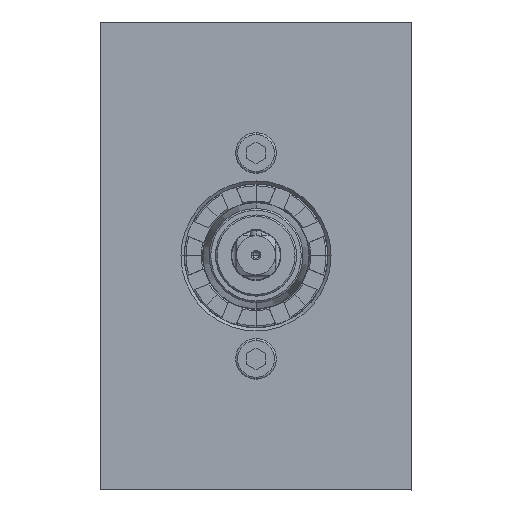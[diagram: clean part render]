
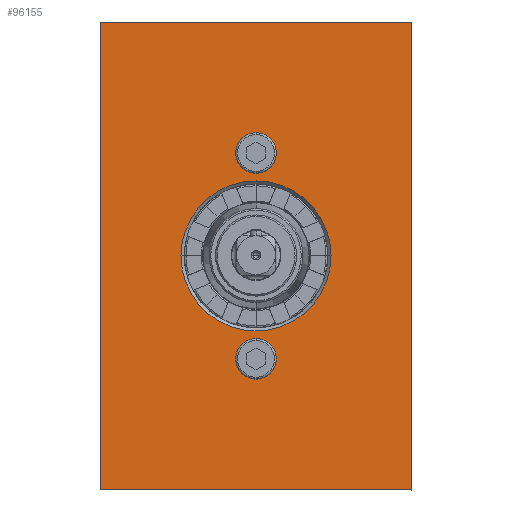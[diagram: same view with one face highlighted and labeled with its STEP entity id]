
A CAD part, top view. The second image highlights one B-rep face of the part: STEP entity #96155.
In plain terms, the highlighted planar face has unit normal (0, 0, 1).
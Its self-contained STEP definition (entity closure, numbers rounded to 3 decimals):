
#11123=DIRECTION('',(0.,1.,0.));
#11124=VECTOR('',#11123,150.);
#11125=CARTESIAN_POINT('',(50.006,-74.994,
509.602));
#11126=LINE('',#11125,#11124);
#11127=DIRECTION('',(1.,0.,0.));
#11128=VECTOR('',#11127,100.);
#11129=CARTESIAN_POINT('',(-49.994,-74.994,
509.612));
#11130=LINE('',#11129,#11128);
#11131=DIRECTION('',(0.,-1.,0.));
#11132=VECTOR('',#11131,150.);
#11133=CARTESIAN_POINT('',(-49.994,75.006,
509.598));
#11134=LINE('',#11133,#11132);
#11135=DIRECTION('',(-1.,0.,0.));
#11136=VECTOR('',#11135,100.);
#11137=CARTESIAN_POINT('',(50.006,75.006,509.588));
#11138=LINE('',#11137,#11136);
#11139=CARTESIAN_POINT('',(0.006,0.006,
509.6));
#11140=DIRECTION('',(0.,0.,-1.));
#11141=DIRECTION('',(-1.,0.,0.));
#11142=AXIS2_PLACEMENT_3D('',#11139,#11140,#11141);
#11144=CARTESIAN_POINT('',(0.006,0.006,
509.6));
#11145=DIRECTION('',(0.,0.,-1.));
#11146=DIRECTION('',(1.,0.,0.));
#11147=AXIS2_PLACEMENT_3D('',#11144,#11145,#11146);
#11149=CARTESIAN_POINT('',(0.006,33.006,
509.597));
#11150=DIRECTION('',(0.,0.,-1.));
#11151=DIRECTION('',(0.,-1.,0.));
#11152=AXIS2_PLACEMENT_3D('',#11149,#11150,#11151);
#11154=CARTESIAN_POINT('',(0.006,33.006,
509.597));
#11155=DIRECTION('',(0.,0.,-1.));
#11156=DIRECTION('',(0.,1.,0.));
#11157=AXIS2_PLACEMENT_3D('',#11154,#11155,#11156);
#11159=CARTESIAN_POINT('',(0.006,-32.994,
509.603));
#11160=DIRECTION('',(0.,0.,-1.));
#11161=DIRECTION('',(0.,-1.,0.));
#11162=AXIS2_PLACEMENT_3D('',#11159,#11160,#11161);
#11164=CARTESIAN_POINT('',(0.006,-32.994,
509.603));
#11165=DIRECTION('',(0.,0.,-1.));
#11166=DIRECTION('',(0.,1.,0.));
#11167=AXIS2_PLACEMENT_3D('',#11164,#11165,#11166);
#92233=CARTESIAN_POINT('',(50.006,-74.994,
509.602));
#92234=CARTESIAN_POINT('',(50.006,75.006,509.588));
#92235=VERTEX_POINT('',#92233);
#92236=VERTEX_POINT('',#92234);
#92237=CARTESIAN_POINT('',(-49.994,75.006,
509.598));
#92238=VERTEX_POINT('',#92237);
#92239=CARTESIAN_POINT('',(-49.994,-74.994,
509.612));
#92240=VERTEX_POINT('',#92239);
#92241=CARTESIAN_POINT('',(-24.044,0.006,
509.602));
#92242=CARTESIAN_POINT('',(24.056,0.006,
509.598));
#92243=VERTEX_POINT('',#92241);
#92244=VERTEX_POINT('',#92242);
#92569=CARTESIAN_POINT('',(0.007,26.506,
509.597));
#92570=CARTESIAN_POINT('',(0.006,39.506,
509.596));
#92571=VERTEX_POINT('',#92569);
#92572=VERTEX_POINT('',#92570);
#92605=CARTESIAN_POINT('',(0.007,-39.494,
509.604));
#92606=CARTESIAN_POINT('',(0.006,-26.494,
509.603));
#92607=VERTEX_POINT('',#92605);
#92608=VERTEX_POINT('',#92606);
#96126=CARTESIAN_POINT('',(0.006,0.006,
509.6));
#96127=DIRECTION('',(0.,0.,1.));
#96128=DIRECTION('',(-1.,0.,0.));
#96129=AXIS2_PLACEMENT_3D('',#96126,#96127,#96128);
#96130=PLANE('',#96129);
#96131=ORIENTED_EDGE('',*,*,#96078,.F.);
#96132=ORIENTED_EDGE('',*,*,#96093,.F.);
#96133=ORIENTED_EDGE('',*,*,#96107,.F.);
#96134=ORIENTED_EDGE('',*,*,#96120,.F.);
#96135=EDGE_LOOP('',(#96131,#96132,#96133,#96134));
#96136=FACE_OUTER_BOUND('',#96135,.F.);
#96138=ORIENTED_EDGE('',*,*,#96137,.F.);
#96140=ORIENTED_EDGE('',*,*,#96139,.F.);
#96141=EDGE_LOOP('',(#96138,#96140));
#96142=FACE_BOUND('',#96141,.F.);
#96144=ORIENTED_EDGE('',*,*,#96143,.F.);
#96146=ORIENTED_EDGE('',*,*,#96145,.F.);
#96147=EDGE_LOOP('',(#96144,#96146));
#96148=FACE_BOUND('',#96147,.F.);
#96150=ORIENTED_EDGE('',*,*,#96149,.F.);
#96152=ORIENTED_EDGE('',*,*,#96151,.F.);
#96153=EDGE_LOOP('',(#96150,#96152));
#96154=FACE_BOUND('',#96153,.F.);
#96155=ADVANCED_FACE('',(#96136,#96142,#96148,#96154),#96130,.T.);
#11143=CIRCLE('',#11142,24.05);
#11148=CIRCLE('',#11147,24.05);
#11153=CIRCLE('',#11152,6.5);
#11158=CIRCLE('',#11157,6.5);
#11163=CIRCLE('',#11162,6.5);
#11168=CIRCLE('',#11167,6.5);
#96078=EDGE_CURVE('',#92235,#92236,#11126,.T.);
#96093=EDGE_CURVE('',#92240,#92235,#11130,.T.);
#96107=EDGE_CURVE('',#92238,#92240,#11134,.T.);
#96120=EDGE_CURVE('',#92236,#92238,#11138,.T.);
#96137=EDGE_CURVE('',#92243,#92244,#11143,.T.);
#96139=EDGE_CURVE('',#92244,#92243,#11148,.T.);
#96143=EDGE_CURVE('',#92571,#92572,#11153,.T.);
#96145=EDGE_CURVE('',#92572,#92571,#11158,.T.);
#96149=EDGE_CURVE('',#92607,#92608,#11163,.T.);
#96151=EDGE_CURVE('',#92608,#92607,#11168,.T.);
